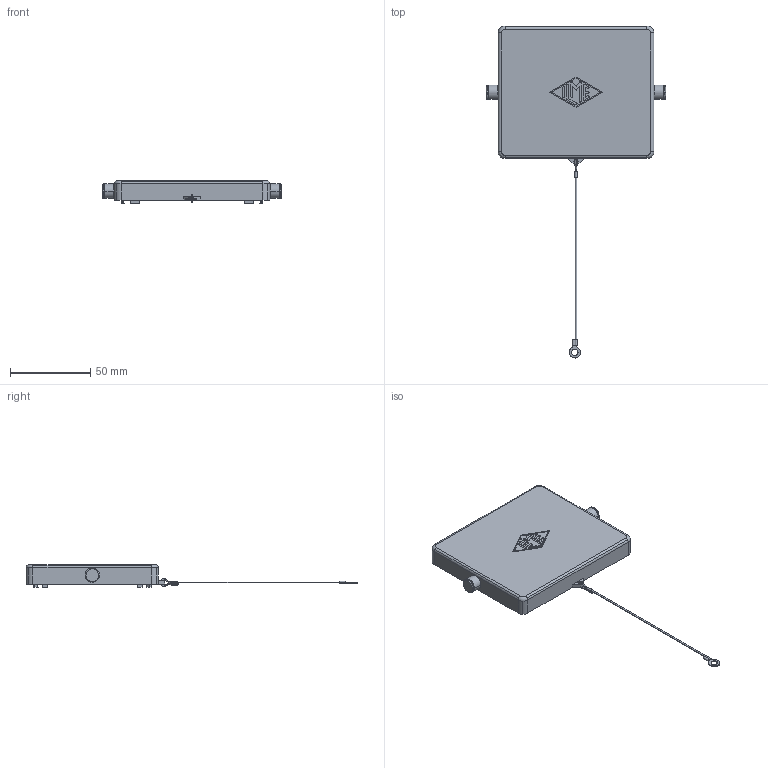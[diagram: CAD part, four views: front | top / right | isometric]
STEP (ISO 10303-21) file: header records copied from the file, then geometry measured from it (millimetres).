
FILE_DESCRIPTION((''),'2;1');
FILE_NAME('CHC 32 L.stp','2006-12-13T10:39:51',('gembarski'),(''),'Autodesk Inventor 7','Autodesk Inventor 7','');
FILE_SCHEMA(('AUTOMOTIVE_DESIGN { 1 0 10303 214 1 1 1 1 }'));
Length unit declared in the file: millimetre
Products named in the file (1): CHC 32 L
Bounding box: 111.5 x 206.74 x 14 mm (x, y, z)
Volume: 39001.7 mm3; surface area: 24499.5 mm2
Topology: 2 solids, 2 shells, 230 faces, 597 edges, 388 vertices
Faces by surface type: plane 95, cylinder 75, bspline 42, torus 18
Entity records: 7361 total; most frequent: CARTESIAN_POINT 1640, DIRECTION 1195, ORIENTED_EDGE 1186, EDGE_CURVE 593, AXIS2_PLACEMENT_3D 413, VERTEX_POINT 386, VECTOR 369, LINE 369
